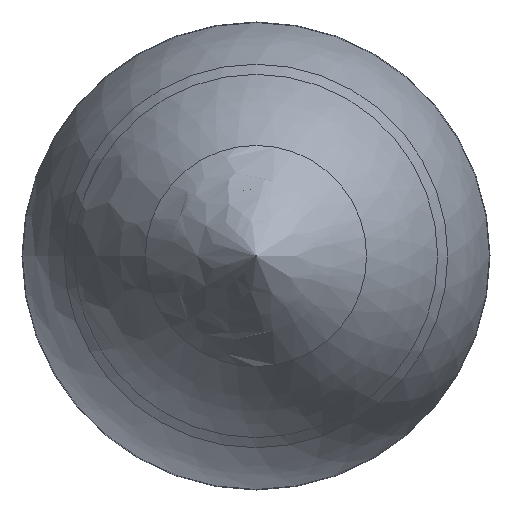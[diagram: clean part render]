
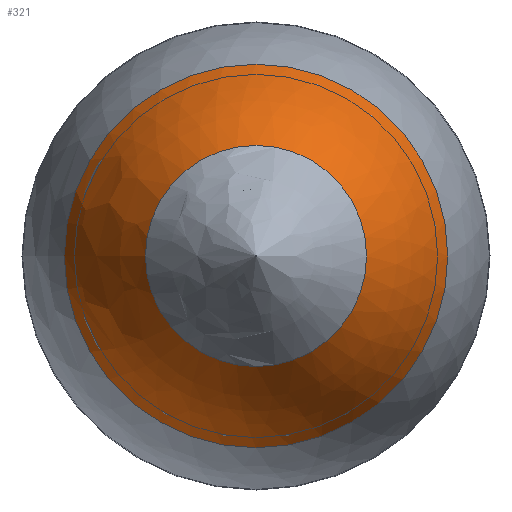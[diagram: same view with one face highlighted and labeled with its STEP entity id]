
A CAD part, left-side view. The second image highlights one B-rep face of the part: STEP entity #321.
In plain terms, the highlighted face is a revolution surface.
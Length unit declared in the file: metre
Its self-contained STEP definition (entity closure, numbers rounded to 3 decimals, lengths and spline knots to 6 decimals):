
#245 = SURFACE_OF_REVOLUTION('',#246,#251);
#246 = B_SPLINE_CURVE_WITH_KNOTS('',3,(#247,#248,#249,#250),
  .UNSPECIFIED.,.F.,.F.,(4,4),(0.,1.),.PIECEWISE_BEZIER_KNOTS.);
#247 = CARTESIAN_POINT('',(127.535086,61.602169,0.));
#248 = CARTESIAN_POINT('',(107.875486,59.962105,0.));
#249 = CARTESIAN_POINT('',(90.437681,56.312266,0.));
#250 = CARTESIAN_POINT('',(75.238956,50.635013,0.));
#251 = AXIS1_PLACEMENT('',#252,#253);
#252 = CARTESIAN_POINT('',(0.,0.,0.));
#253 = DIRECTION('',(1.,0.,0.));
#267 = VERTEX_POINT('',#268);
#268 = CARTESIAN_POINT('',(75.238956,50.635013,0.));
#290 = EDGE_CURVE('',#267,#267,#291,.T.);
#291 = SURFACE_CURVE('',#292,(#297,#304),.PCURVE_S1.);
#292 = CIRCLE('',#293,50.635013);
#293 = AXIS2_PLACEMENT_3D('',#294,#295,#296);
#294 = CARTESIAN_POINT('',(75.238956,0.,0.));
#295 = DIRECTION('',(1.,0.,0.));
#296 = DIRECTION('',(-0.,1.,0.));
#297 = PCURVE('',#245,#298);
#298 = DEFINITIONAL_REPRESENTATION('',(#299),#303);
#299 = LINE('',#300,#301);
#300 = CARTESIAN_POINT('',(0.,1.));
#301 = VECTOR('',#302,1.);
#302 = DIRECTION('',(1.,0.));
#303 = ( GEOMETRIC_REPRESENTATION_CONTEXT(2) 
PARAMETRIC_REPRESENTATION_CONTEXT() REPRESENTATION_CONTEXT('2D SPACE',''
  ) );
#304 = PCURVE('',#305,#314);
#305 = SURFACE_OF_REVOLUTION('',#306,#311);
#306 = B_SPLINE_CURVE_WITH_KNOTS('',3,(#307,#308,#309,#310),
  .UNSPECIFIED.,.F.,.F.,(4,4),(0.,1.),.PIECEWISE_BEZIER_KNOTS.);
#307 = CARTESIAN_POINT('',(75.238956,50.635013,0.));
#308 = CARTESIAN_POINT('',(59.811278,44.869566,0.));
#309 = CARTESIAN_POINT('',(45.846569,37.710647,0.));
#310 = CARTESIAN_POINT('',(33.345889,29.194697,0.));
#311 = AXIS1_PLACEMENT('',#312,#313);
#312 = CARTESIAN_POINT('',(0.,0.,0.));
#313 = DIRECTION('',(1.,0.,0.));
#314 = DEFINITIONAL_REPRESENTATION('',(#315),#319);
#315 = LINE('',#316,#317);
#316 = CARTESIAN_POINT('',(0.,0.));
#317 = VECTOR('',#318,1.);
#318 = DIRECTION('',(1.,0.));
#319 = ( GEOMETRIC_REPRESENTATION_CONTEXT(2) 
PARAMETRIC_REPRESENTATION_CONTEXT() REPRESENTATION_CONTEXT('2D SPACE',''
  ) );
#321 = ADVANCED_FACE('',(#322),#305,.F.);
#322 = FACE_BOUND('',#323,.F.);
#323 = EDGE_LOOP('',(#324,#325,#349,#380));
#324 = ORIENTED_EDGE('',*,*,#290,.T.);
#325 = ORIENTED_EDGE('',*,*,#326,.T.);
#326 = EDGE_CURVE('',#267,#327,#329,.T.);
#327 = VERTEX_POINT('',#328);
#328 = CARTESIAN_POINT('',(33.345889,29.194697,0.));
#329 = SEAM_CURVE('',#330,(#335,#342),.PCURVE_S1.);
#330 = B_SPLINE_CURVE_WITH_KNOTS('',3,(#331,#332,#333,#334),
  .UNSPECIFIED.,.F.,.F.,(4,4),(0.,1.),.PIECEWISE_BEZIER_KNOTS.);
#331 = CARTESIAN_POINT('',(75.238956,50.635013,0.));
#332 = CARTESIAN_POINT('',(59.811278,44.869566,0.));
#333 = CARTESIAN_POINT('',(45.846569,37.710647,0.));
#334 = CARTESIAN_POINT('',(33.345889,29.194697,0.));
#335 = PCURVE('',#305,#336);
#336 = DEFINITIONAL_REPRESENTATION('',(#337),#341);
#337 = LINE('',#338,#339);
#338 = CARTESIAN_POINT('',(0.,0.));
#339 = VECTOR('',#340,1.);
#340 = DIRECTION('',(0.,1.));
#341 = ( GEOMETRIC_REPRESENTATION_CONTEXT(2) 
PARAMETRIC_REPRESENTATION_CONTEXT() REPRESENTATION_CONTEXT('2D SPACE',''
  ) );
#342 = PCURVE('',#305,#343);
#343 = DEFINITIONAL_REPRESENTATION('',(#344),#348);
#344 = LINE('',#345,#346);
#345 = CARTESIAN_POINT('',(6.283,0.));
#346 = VECTOR('',#347,1.);
#347 = DIRECTION('',(0.,1.));
#348 = ( GEOMETRIC_REPRESENTATION_CONTEXT(2) 
PARAMETRIC_REPRESENTATION_CONTEXT() REPRESENTATION_CONTEXT('2D SPACE',''
  ) );
#349 = ORIENTED_EDGE('',*,*,#350,.F.);
#350 = EDGE_CURVE('',#327,#327,#351,.T.);
#351 = SURFACE_CURVE('',#352,(#357,#364),.PCURVE_S1.);
#352 = CIRCLE('',#353,29.194697);
#353 = AXIS2_PLACEMENT_3D('',#354,#355,#356);
#354 = CARTESIAN_POINT('',(33.345889,0.,0.));
#355 = DIRECTION('',(1.,0.,0.));
#356 = DIRECTION('',(-0.,1.,0.));
#357 = PCURVE('',#305,#358);
#358 = DEFINITIONAL_REPRESENTATION('',(#359),#363);
#359 = LINE('',#360,#361);
#360 = CARTESIAN_POINT('',(0.,1.));
#361 = VECTOR('',#362,1.);
#362 = DIRECTION('',(1.,0.));
#363 = ( GEOMETRIC_REPRESENTATION_CONTEXT(2) 
PARAMETRIC_REPRESENTATION_CONTEXT() REPRESENTATION_CONTEXT('2D SPACE',''
  ) );
#364 = PCURVE('',#365,#374);
#365 = SURFACE_OF_REVOLUTION('',#366,#371);
#366 = B_SPLINE_CURVE_WITH_KNOTS('',3,(#367,#368,#369,#370),
  .UNSPECIFIED.,.F.,.F.,(4,4),(0.,1.),.PIECEWISE_BEZIER_KNOTS.);
#367 = CARTESIAN_POINT('',(33.345889,29.194697,0.));
#368 = CARTESIAN_POINT('',(20.809507,20.660897,0.));
#369 = CARTESIAN_POINT('',(9.436975,10.981027,0.));
#370 = CARTESIAN_POINT('',(-0.789439,0.172643,0.));
#371 = AXIS1_PLACEMENT('',#372,#373);
#372 = CARTESIAN_POINT('',(0.,0.,0.));
#373 = DIRECTION('',(1.,0.,0.));
#374 = DEFINITIONAL_REPRESENTATION('',(#375),#379);
#375 = LINE('',#376,#377);
#376 = CARTESIAN_POINT('',(0.,0.));
#377 = VECTOR('',#378,1.);
#378 = DIRECTION('',(1.,0.));
#379 = ( GEOMETRIC_REPRESENTATION_CONTEXT(2) 
PARAMETRIC_REPRESENTATION_CONTEXT() REPRESENTATION_CONTEXT('2D SPACE',''
  ) );
#380 = ORIENTED_EDGE('',*,*,#326,.F.);
